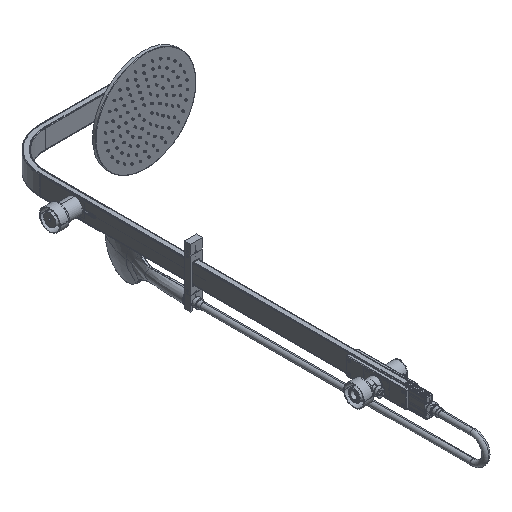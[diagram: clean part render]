
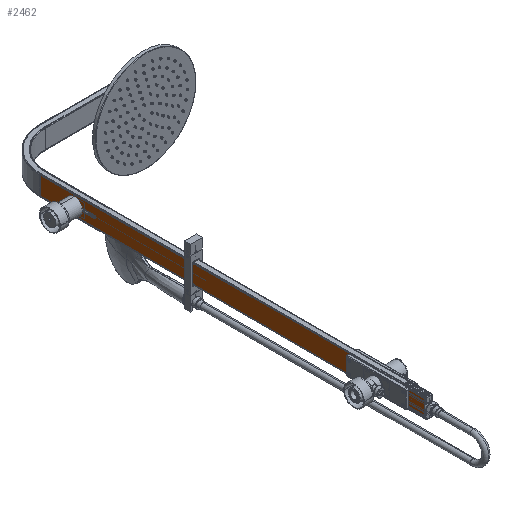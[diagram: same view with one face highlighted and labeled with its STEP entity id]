
A CAD part, isometric view. The second image highlights one B-rep face of the part: STEP entity #2462.
In plain terms, the highlighted planar face has unit normal (-1, 0, 0).
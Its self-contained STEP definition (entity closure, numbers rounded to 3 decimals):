
#210=DIRECTION('',(0.,0.,1.));
#211=VECTOR('',#210,46.);
#212=CARTESIAN_POINT('',(-7.5,0.,-23.));
#213=LINE('',#212,#211);
#853=DIRECTION('',(0.,-1.,0.));
#854=VECTOR('',#853,956.5);
#855=CARTESIAN_POINT('',(-7.5,956.5,23.));
#856=LINE('',#855,#854);
#860=DIRECTION('',(0.,1.,0.));
#861=VECTOR('',#860,956.5);
#862=CARTESIAN_POINT('',(-7.5,0.,-23.));
#863=LINE('',#862,#861);
#867=DIRECTION('',(0.,0.,1.));
#868=VECTOR('',#867,46.);
#869=CARTESIAN_POINT('',(-7.5,956.5,-23.));
#870=LINE('',#869,#868);
#874=CARTESIAN_POINT('',(-7.5,180.,-14.));
#875=DIRECTION('',(1.,0.,0.));
#876=DIRECTION('',(0.,0.,-1.));
#877=AXIS2_PLACEMENT_3D('',#874,#875,#876);
#882=CARTESIAN_POINT('',(-7.5,180.,-14.));
#883=DIRECTION('',(1.,0.,0.));
#884=DIRECTION('',(0.,0.,1.));
#885=AXIS2_PLACEMENT_3D('',#882,#883,#884);
#890=CARTESIAN_POINT('',(-7.5,180.,14.));
#891=DIRECTION('',(1.,0.,0.));
#892=DIRECTION('',(0.,0.,-1.));
#893=AXIS2_PLACEMENT_3D('',#890,#891,#892);
#898=CARTESIAN_POINT('',(-7.5,180.,14.));
#899=DIRECTION('',(1.,0.,0.));
#900=DIRECTION('',(0.,0.,1.));
#901=AXIS2_PLACEMENT_3D('',#898,#899,#900);
#906=CARTESIAN_POINT('',(-7.5,46.,14.));
#907=DIRECTION('',(1.,0.,0.));
#908=DIRECTION('',(0.,0.,-1.));
#909=AXIS2_PLACEMENT_3D('',#906,#907,#908);
#914=CARTESIAN_POINT('',(-7.5,46.,14.));
#915=DIRECTION('',(1.,0.,0.));
#916=DIRECTION('',(0.,0.,1.));
#917=AXIS2_PLACEMENT_3D('',#914,#915,#916);
#922=CARTESIAN_POINT('',(-7.5,46.,-14.));
#923=DIRECTION('',(1.,0.,0.));
#924=DIRECTION('',(0.,0.,-1.));
#925=AXIS2_PLACEMENT_3D('',#922,#923,#924);
#930=CARTESIAN_POINT('',(-7.5,46.,-14.));
#931=DIRECTION('',(1.,0.,0.));
#932=DIRECTION('',(0.,0.,1.));
#933=AXIS2_PLACEMENT_3D('',#930,#931,#932);
#938=CARTESIAN_POINT('',(-7.5,160.,0.));
#939=DIRECTION('',(1.,0.,0.));
#940=DIRECTION('',(0.,0.,-1.));
#941=AXIS2_PLACEMENT_3D('',#938,#939,#940);
#946=DIRECTION('',(0.,1.,0.));
#947=VECTOR('',#946,94.);
#948=CARTESIAN_POINT('',(-7.5,66.,-15.5));
#949=LINE('',#948,#947);
#953=CARTESIAN_POINT('',(-7.5,66.,0.));
#954=DIRECTION('',(1.,0.,0.));
#955=DIRECTION('',(0.,0.,1.));
#956=AXIS2_PLACEMENT_3D('',#953,#954,#955);
#961=DIRECTION('',(0.,-1.,0.));
#962=VECTOR('',#961,94.);
#963=CARTESIAN_POINT('',(-7.5,160.,15.5));
#964=LINE('',#963,#962);
#968=DIRECTION('',(0.,-1.,0.));
#969=VECTOR('',#968,42.804);
#970=CARTESIAN_POINT('',(-7.5,864.304,3.));
#971=LINE('',#970,#969);
#975=CARTESIAN_POINT('',(-7.5,869.5,0.));
#976=DIRECTION('',(1.,0.,0.));
#977=DIRECTION('',(0.,-0.866,-0.5));
#978=AXIS2_PLACEMENT_3D('',#975,#976,#977);
#983=DIRECTION('',(0.,1.,0.));
#984=VECTOR('',#983,42.804);
#985=CARTESIAN_POINT('',(-7.5,821.5,-3.));
#986=LINE('',#985,#984);
#990=CARTESIAN_POINT('',(-7.5,821.5,0.));
#991=DIRECTION('',(1.,0.,0.));
#992=DIRECTION('',(0.,0.,1.));
#993=AXIS2_PLACEMENT_3D('',#990,#991,#992);
#1703=CARTESIAN_POINT('',(-7.5,0.,23.));
#1705=VERTEX_POINT('',#1703);
#1706=CARTESIAN_POINT('',(-7.5,956.5,23.));
#1707=VERTEX_POINT('',#1706);
#1744=CARTESIAN_POINT('',(-7.5,956.5,-23.));
#1745=VERTEX_POINT('',#1744);
#1746=CARTESIAN_POINT('',(-7.5,0.,-23.));
#1748=VERTEX_POINT('',#1746);
#1786=CARTESIAN_POINT('',(-7.5,180.,-19.));
#1787=CARTESIAN_POINT('',(-7.5,180.,-9.));
#1788=VERTEX_POINT('',#1786);
#1789=VERTEX_POINT('',#1787);
#1790=CARTESIAN_POINT('',(-7.5,180.,9.));
#1791=CARTESIAN_POINT('',(-7.5,180.,19.));
#1792=VERTEX_POINT('',#1790);
#1793=VERTEX_POINT('',#1791);
#1794=CARTESIAN_POINT('',(-7.5,46.,9.));
#1795=CARTESIAN_POINT('',(-7.5,46.,19.));
#1796=VERTEX_POINT('',#1794);
#1797=VERTEX_POINT('',#1795);
#1798=CARTESIAN_POINT('',(-7.5,46.,-19.));
#1799=CARTESIAN_POINT('',(-7.5,46.,-9.));
#1800=VERTEX_POINT('',#1798);
#1801=VERTEX_POINT('',#1799);
#1802=CARTESIAN_POINT('',(-7.5,160.,-15.5));
#1803=CARTESIAN_POINT('',(-7.5,160.,15.5));
#1804=VERTEX_POINT('',#1802);
#1805=VERTEX_POINT('',#1803);
#1806=CARTESIAN_POINT('',(-7.5,66.,15.5));
#1807=VERTEX_POINT('',#1806);
#1808=CARTESIAN_POINT('',(-7.5,66.,-15.5));
#1809=VERTEX_POINT('',#1808);
#1810=CARTESIAN_POINT('',(-7.5,864.304,3.));
#1811=CARTESIAN_POINT('',(-7.5,821.5,3.));
#1812=VERTEX_POINT('',#1810);
#1813=VERTEX_POINT('',#1811);
#1814=CARTESIAN_POINT('',(-7.5,821.5,-3.));
#1815=VERTEX_POINT('',#1814);
#1816=CARTESIAN_POINT('',(-7.5,864.304,-3.));
#1817=VERTEX_POINT('',#1816);
#2405=CARTESIAN_POINT('',(-7.5,956.5,-25.));
#2406=DIRECTION('',(-1.,0.,0.));
#2407=DIRECTION('',(0.,-1.,0.));
#2408=AXIS2_PLACEMENT_3D('',#2405,#2406,#2407);
#2409=PLANE('',#2408);
#2411=ORIENTED_EDGE('',*,*,#2410,.T.);
#2412=ORIENTED_EDGE('',*,*,#1974,.F.);
#2414=ORIENTED_EDGE('',*,*,#2413,.T.);
#2416=ORIENTED_EDGE('',*,*,#2415,.T.);
#2417=EDGE_LOOP('',(#2411,#2412,#2414,#2416));
#2418=FACE_OUTER_BOUND('',#2417,.F.);
#2419=ORIENTED_EDGE('',*,*,#2379,.F.);
#2421=ORIENTED_EDGE('',*,*,#2420,.F.);
#2422=EDGE_LOOP('',(#2419,#2421));
#2423=FACE_BOUND('',#2422,.F.);
#2425=ORIENTED_EDGE('',*,*,#2424,.F.);
#2427=ORIENTED_EDGE('',*,*,#2426,.F.);
#2428=EDGE_LOOP('',(#2425,#2427));
#2429=FACE_BOUND('',#2428,.F.);
#2431=ORIENTED_EDGE('',*,*,#2430,.F.);
#2433=ORIENTED_EDGE('',*,*,#2432,.F.);
#2434=EDGE_LOOP('',(#2431,#2433));
#2435=FACE_BOUND('',#2434,.F.);
#2437=ORIENTED_EDGE('',*,*,#2436,.F.);
#2439=ORIENTED_EDGE('',*,*,#2438,.F.);
#2440=EDGE_LOOP('',(#2437,#2439));
#2441=FACE_BOUND('',#2440,.F.);
#2443=ORIENTED_EDGE('',*,*,#2442,.F.);
#2445=ORIENTED_EDGE('',*,*,#2444,.F.);
#2447=ORIENTED_EDGE('',*,*,#2446,.F.);
#2449=ORIENTED_EDGE('',*,*,#2448,.F.);
#2450=EDGE_LOOP('',(#2443,#2445,#2447,#2449));
#2451=FACE_BOUND('',#2450,.F.);
#2453=ORIENTED_EDGE('',*,*,#2452,.F.);
#2455=ORIENTED_EDGE('',*,*,#2454,.F.);
#2457=ORIENTED_EDGE('',*,*,#2456,.F.);
#2459=ORIENTED_EDGE('',*,*,#2458,.F.);
#2460=EDGE_LOOP('',(#2453,#2455,#2457,#2459));
#2461=FACE_BOUND('',#2460,.F.);
#878=CIRCLE('',#877,5.);
#886=CIRCLE('',#885,5.);
#894=CIRCLE('',#893,5.);
#902=CIRCLE('',#901,5.);
#910=CIRCLE('',#909,5.);
#918=CIRCLE('',#917,5.);
#926=CIRCLE('',#925,5.);
#934=CIRCLE('',#933,5.);
#942=CIRCLE('',#941,15.5);
#957=CIRCLE('',#956,15.5);
#979=CIRCLE('',#978,6.);
#994=CIRCLE('',#993,3.);
#1974=EDGE_CURVE('',#1748,#1705,#213,.T.);
#2379=EDGE_CURVE('',#1788,#1789,#878,.T.);
#2410=EDGE_CURVE('',#1707,#1705,#856,.T.);
#2413=EDGE_CURVE('',#1748,#1745,#863,.T.);
#2415=EDGE_CURVE('',#1745,#1707,#870,.T.);
#2420=EDGE_CURVE('',#1789,#1788,#886,.T.);
#2424=EDGE_CURVE('',#1792,#1793,#894,.T.);
#2426=EDGE_CURVE('',#1793,#1792,#902,.T.);
#2430=EDGE_CURVE('',#1796,#1797,#910,.T.);
#2432=EDGE_CURVE('',#1797,#1796,#918,.T.);
#2436=EDGE_CURVE('',#1800,#1801,#926,.T.);
#2438=EDGE_CURVE('',#1801,#1800,#934,.T.);
#2442=EDGE_CURVE('',#1804,#1805,#942,.T.);
#2444=EDGE_CURVE('',#1809,#1804,#949,.T.);
#2446=EDGE_CURVE('',#1807,#1809,#957,.T.);
#2448=EDGE_CURVE('',#1805,#1807,#964,.T.);
#2452=EDGE_CURVE('',#1812,#1813,#971,.T.);
#2454=EDGE_CURVE('',#1817,#1812,#979,.T.);
#2456=EDGE_CURVE('',#1815,#1817,#986,.T.);
#2458=EDGE_CURVE('',#1813,#1815,#994,.T.);
#2462=ADVANCED_FACE('',(#2418,#2423,#2429,#2435,#2441,#2451,#2461),#2409,.T.);
